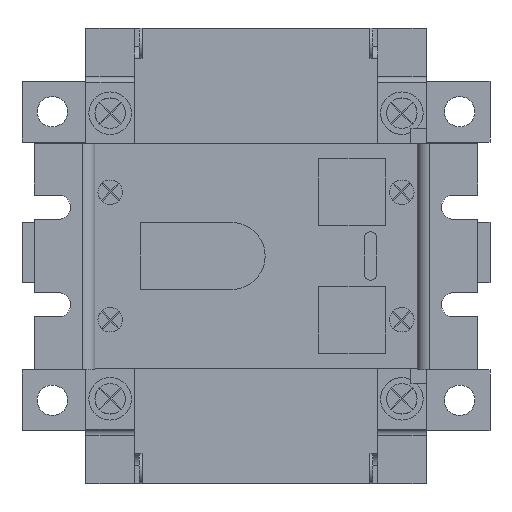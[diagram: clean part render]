
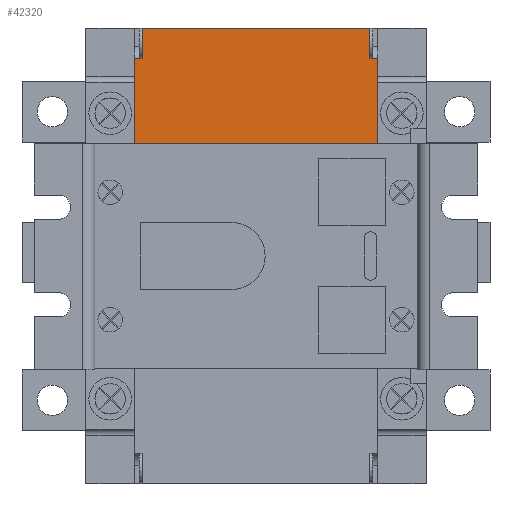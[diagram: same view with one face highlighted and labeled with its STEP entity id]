
A CAD part, front view. The second image highlights one B-rep face of the part: STEP entity #42320.
In plain terms, the highlighted planar face has unit normal (0, -1, 0).
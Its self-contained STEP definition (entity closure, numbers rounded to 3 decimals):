
#246 = VERTEX_POINT ( 'NONE', #36025 ) ;
#1178 = EDGE_CURVE ( 'NONE', #50864, #11357, #4864, .T. ) ;
#1783 = CARTESIAN_POINT ( 'NONE',  ( -40., -54., 37. ) ) ;
#2782 = LINE ( 'NONE', #34651, #45867 ) ;
#2836 = PLANE ( 'NONE',  #54721 ) ;
#3377 = CARTESIAN_POINT ( 'NONE',  ( -40., -54., 75. ) ) ;
#4586 = CARTESIAN_POINT ( 'NONE',  ( -37.5, -54., 75. ) ) ;
#4864 = LINE ( 'NONE', #54496, #42026 ) ;
#6293 = ORIENTED_EDGE ( 'NONE', *, *, #15577, .F. ) ;
#7457 = CARTESIAN_POINT ( 'NONE',  ( -37.5, -54., 65. ) ) ;
#8634 = LINE ( 'NONE', #43770, #27882 ) ;
#8638 = VECTOR ( 'NONE', #40062, 1000. ) ;
#9458 = VECTOR ( 'NONE', #18527, 1000. ) ;
#10423 = FACE_OUTER_BOUND ( 'NONE', #30722, .T. ) ;
#10445 = VERTEX_POINT ( 'NONE', #12220 ) ;
#10561 = DIRECTION ( 'NONE',  ( 0., 0., -1. ) ) ;
#10869 = LINE ( 'NONE', #39706, #9458 ) ;
#11357 = VERTEX_POINT ( 'NONE', #16698 ) ;
#12220 = CARTESIAN_POINT ( 'NONE',  ( -40., -54., 37. ) ) ;
#13724 = VECTOR ( 'NONE', #52150, 1000. ) ;
#14209 = DIRECTION ( 'NONE',  ( -1., 0., 0. ) ) ;
#15539 = VECTOR ( 'NONE', #14209, 1000. ) ;
#15577 = EDGE_CURVE ( 'NONE', #246, #10445, #18174, .T. ) ;
#15983 = DIRECTION ( 'NONE',  ( -1., 0., 0. ) ) ;
#16486 = EDGE_CURVE ( 'NONE', #19650, #11357, #40023, .T. ) ;
#16528 = DIRECTION ( 'NONE',  ( 1., 0., 0. ) ) ;
#16698 = CARTESIAN_POINT ( 'NONE',  ( 37.5, -54., 75. ) ) ;
#16866 = CARTESIAN_POINT ( 'NONE',  ( 37.5, -54., 65. ) ) ;
#18174 = LINE ( 'NONE', #1783, #15539 ) ;
#18527 = DIRECTION ( 'NONE',  ( 0., 0., -1. ) ) ;
#19419 = CARTESIAN_POINT ( 'NONE',  ( -37.5, -54., 65. ) ) ;
#19650 = VERTEX_POINT ( 'NONE', #16866 ) ;
#20755 = ORIENTED_EDGE ( 'NONE', *, *, #39246, .F. ) ;
#20809 = EDGE_CURVE ( 'NONE', #46565, #50864, #48197, .T. ) ;
#24148 = CARTESIAN_POINT ( 'NONE',  ( 37.5, -54., 75. ) ) ;
#24562 = ORIENTED_EDGE ( 'NONE', *, *, #34528, .F. ) ;
#24714 = VERTEX_POINT ( 'NONE', #26702 ) ;
#26702 = CARTESIAN_POINT ( 'NONE',  ( -40., -54., 65. ) ) ;
#27718 = DIRECTION ( 'NONE',  ( 0., 0., 1. ) ) ;
#27882 = VECTOR ( 'NONE', #10561, 1000. ) ;
#28031 = ORIENTED_EDGE ( 'NONE', *, *, #16486, .T. ) ;
#30722 = EDGE_LOOP ( 'NONE', ( #6293, #24562, #20755, #28031, #31775, #43067, #54928, #39894 ) ) ;
#31775 = ORIENTED_EDGE ( 'NONE', *, *, #1178, .F. ) ;
#33363 = VECTOR ( 'NONE', #27718, 1000. ) ;
#34528 = EDGE_CURVE ( 'NONE', #46685, #246, #8634, .T. ) ;
#34651 = CARTESIAN_POINT ( 'NONE',  ( 37.5, -54., 65. ) ) ;
#36025 = CARTESIAN_POINT ( 'NONE',  ( 40., -54., 37. ) ) ;
#36543 = LINE ( 'NONE', #19419, #8638 ) ;
#36773 = DIRECTION ( 'NONE',  ( 0., 1., 0. ) ) ;
#39246 = EDGE_CURVE ( 'NONE', #19650, #46685, #2782, .T. ) ;
#39706 = CARTESIAN_POINT ( 'NONE',  ( -40., -54., 75. ) ) ;
#39894 = ORIENTED_EDGE ( 'NONE', *, *, #46854, .T. ) ;
#40023 = LINE ( 'NONE', #24148, #33363 ) ;
#40062 = DIRECTION ( 'NONE',  ( -1., 0., 0. ) ) ;
#42026 = VECTOR ( 'NONE', #16528, 1000. ) ;
#42320 = ADVANCED_FACE ( 'NONE', ( #10423 ), #2836, .F. ) ;
#43067 = ORIENTED_EDGE ( 'NONE', *, *, #20809, .F. ) ;
#43770 = CARTESIAN_POINT ( 'NONE',  ( 40., -54., 75. ) ) ;
#43811 = CARTESIAN_POINT ( 'NONE',  ( -37.5, -54., 75. ) ) ;
#45867 = VECTOR ( 'NONE', #47442, 1000. ) ;
#46565 = VERTEX_POINT ( 'NONE', #7457 ) ;
#46685 = VERTEX_POINT ( 'NONE', #54506 ) ;
#46854 = EDGE_CURVE ( 'NONE', #24714, #10445, #10869, .T. ) ;
#47032 = EDGE_CURVE ( 'NONE', #46565, #24714, #36543, .T. ) ;
#47442 = DIRECTION ( 'NONE',  ( 1., 0., 0. ) ) ;
#48197 = LINE ( 'NONE', #43811, #13724 ) ;
#50864 = VERTEX_POINT ( 'NONE', #4586 ) ;
#52150 = DIRECTION ( 'NONE',  ( 0., 0., 1. ) ) ;
#54496 = CARTESIAN_POINT ( 'NONE',  ( -40., -54., 75. ) ) ;
#54506 = CARTESIAN_POINT ( 'NONE',  ( 40., -54., 65. ) ) ;
#54721 = AXIS2_PLACEMENT_3D ( 'NONE', #3377, #36773, #15983 ) ;
#54928 = ORIENTED_EDGE ( 'NONE', *, *, #47032, .T. ) ;
